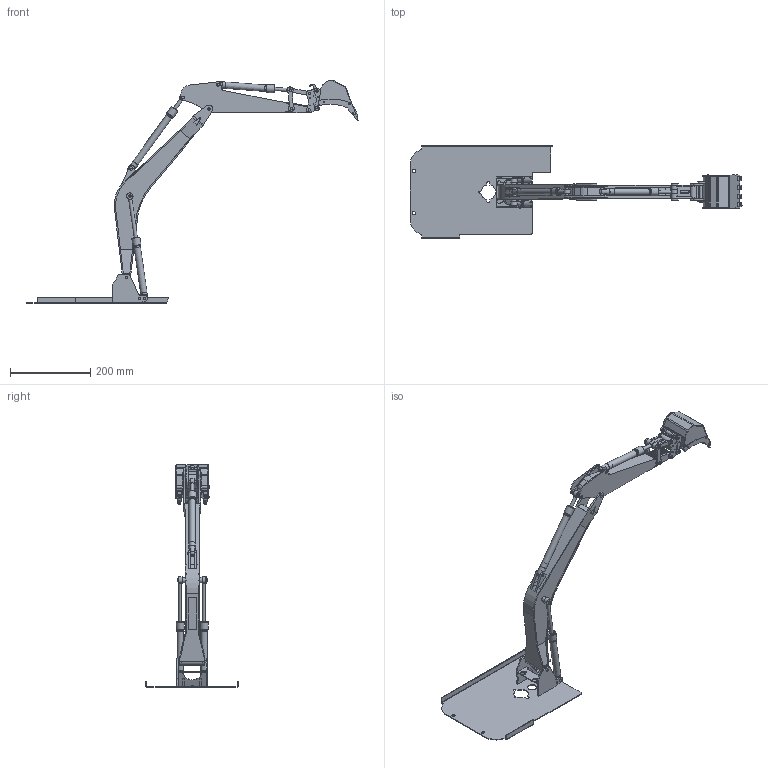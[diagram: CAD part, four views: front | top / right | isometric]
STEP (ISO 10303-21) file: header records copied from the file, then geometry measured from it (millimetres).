
FILE_DESCRIPTION(/* description */ ('','CAx-IF Rec.Pracs.---Representation and Presentation of Product Manufacturing Information (PMI)---4.0---2014-10-13'),/* implementation_level */ '2;1');
FILE_NAME(/* name */ 'uppercarriage_assembly.step',/* time_stamp */ '2024-11-20T12:20:45+02:00',/* author */ (''),/* organization */ (''),/* preprocessor_version */ 'ST-DEVELOPER v20',/* originating_system */ 'Autodesk Translation Framework v13.20.0.188',/* authorisation */ '');
FILE_SCHEMA (('AP242_MANAGED_MODEL_BASED_3D_ENGINEERING_MIM_LF { 1 0 10303 442 1 1 4 }'));
Length unit declared in the file: millimetre
Products named in the file (21): uppercarriage_assembly; liftboom; tiltboom; toolbody; Kauhan nivel; toolmountlink; pohjalevy; Cyl92mmL; Cyl92mmR; CylRod92mm; Cyl125mm; CylRod125mm; Sylinteri 80mm; CylRod80mm; scoop; puomisylinterien akseli; shaft 21mm; shaft 33mm; shaft 20mm; shaft 44mm; shaft 76mm
Assembly tree (26 placements, depth 2):
  uppercarriage_assembly
    liftboom
    tiltboom
    toolbody
    Kauhan nivel
    toolmountlink  x2
    pohjalevy
    Cyl92mmL
    Cyl92mmR
    CylRod92mm  x2
    Cyl125mm
    CylRod125mm
    Sylinteri 80mm
    CylRod80mm
    scoop
    puomisylinterien akseli
    shaft 21mm
    shaft 33mm  x2
    shaft 44mm  x3
    shaft 20mm  x2
    shaft 76mm
Bounding box: 827.18 x 230 x 555.02 mm (x, y, z)
Volume: 1251695.9 mm3; surface area: 536650.1 mm2
Topology: 26 solids, 31 shells, 1149 faces, 2786 edges, 1804 vertices
Faces by surface type: plane 716, cylinder 344, cone 76, sphere 6, bspline 5, torus 2
Full cylindrical faces by diameter (mm): 2 x19, 2.5 x4, 3 x4, 3.5 x6, 3.8 x4, 5 x6, 6 x57, 7 x8, 7.95 x4, 8 x5, 10 x9, 12 x1, 13 x11, 14 x2, 15.75 x4, 16 x12, 18.3 x4, 20 x1, 20.3 x3, 23 x1
Entity records: 34534 total; most frequent: CARTESIAN_POINT 6424, DIRECTION 5741, ORIENTED_EDGE 5456, EDGE_CURVE 2728, AXIS2_PLACEMENT_3D 1955, LINE 1831, VECTOR 1831, VERTEX_POINT 1763
